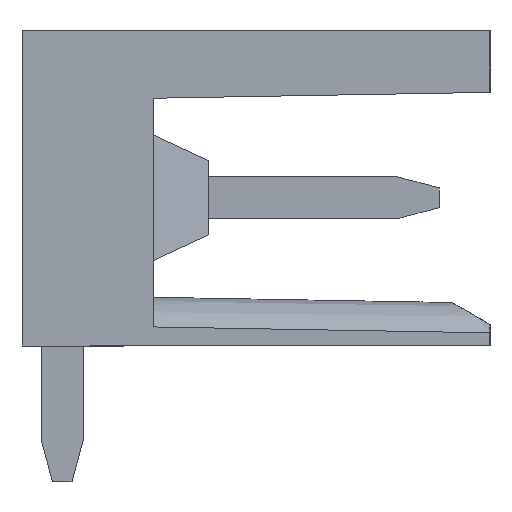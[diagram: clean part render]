
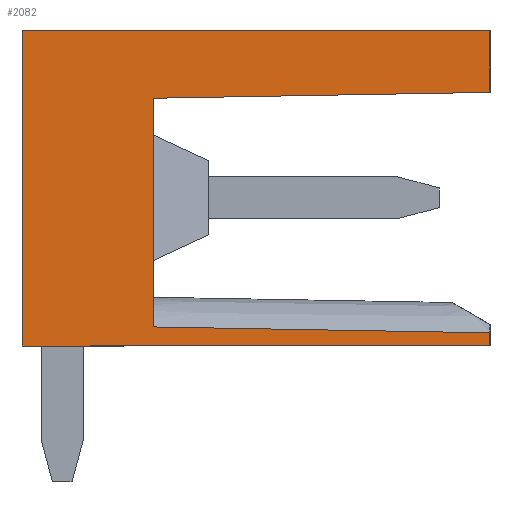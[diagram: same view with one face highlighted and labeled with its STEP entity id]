
A CAD part, left-side view. The second image highlights one B-rep face of the part: STEP entity #2082.
In plain terms, the highlighted planar face has unit normal (-1, 0, 0).
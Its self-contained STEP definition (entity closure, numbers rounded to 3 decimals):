
#2039=AXIS2_PLACEMENT_3D('Plane Axis2P3D',#2036,#2037,#2038) ;
#299=CARTESIAN_POINT('Vertex',(0.,11.05,10.65)) ;
#302=CARTESIAN_POINT('Line Origine',(0.,5.525,10.65)) ;
#306=CARTESIAN_POINT('Vertex',(0.,0.,10.65)) ;
#980=CARTESIAN_POINT('Vertex',(0.,7.95,9.05)) ;
#983=CARTESIAN_POINT('Line Origine',(0.,7.95,6.35)) ;
#987=CARTESIAN_POINT('Vertex',(0.,7.95,3.65)) ;
#1685=CARTESIAN_POINT('Vertex',(0.,11.05,3.2)) ;
#1688=CARTESIAN_POINT('Line Origine',(0.,11.05,6.925)) ;
#2036=CARTESIAN_POINT('Axis2P3D Location',(0.,0.,0.)) ;
#2041=CARTESIAN_POINT('Line Origine',(0.,0.,9.919)) ;
#2045=CARTESIAN_POINT('Vertex',(0.,0.,9.189)) ;
#2048=CARTESIAN_POINT('Line Origine',(0.,5.525,3.2)) ;
#2052=CARTESIAN_POINT('Vertex',(0.,0.,3.2)) ;
#2055=CARTESIAN_POINT('Line Origine',(0.,0.,3.356)) ;
#2059=CARTESIAN_POINT('Vertex',(0.,0.,3.511)) ;
#2062=CARTESIAN_POINT('Line Origine',(0.,3.975,3.581)) ;
#2067=CARTESIAN_POINT('Line Origine',(0.,3.975,9.119)) ;
#303=DIRECTION('Vector Direction',(0.,-1.,0.)) ;
#984=DIRECTION('Vector Direction',(0.,0.,1.)) ;
#1689=DIRECTION('Vector Direction',(0.,0.,1.)) ;
#2037=DIRECTION('Axis2P3D Direction',(-1.,0.,0.)) ;
#2038=DIRECTION('Axis2P3D XDirection',(0.,-1.,0.)) ;
#2042=DIRECTION('Vector Direction',(0.,0.,-1.)) ;
#2049=DIRECTION('Vector Direction',(0.,1.,0.)) ;
#2056=DIRECTION('Vector Direction',(0.,0.,-1.)) ;
#2063=DIRECTION('Vector Direction',(0.,1.,0.017)) ;
#2068=DIRECTION('Vector Direction',(0.,1.,-0.017)) ;
#304=VECTOR('Line Direction',#303,1.) ;
#985=VECTOR('Line Direction',#984,1.) ;
#1690=VECTOR('Line Direction',#1689,1.) ;
#2043=VECTOR('Line Direction',#2042,1.) ;
#2050=VECTOR('Line Direction',#2049,1.) ;
#2057=VECTOR('Line Direction',#2056,1.) ;
#2064=VECTOR('Line Direction',#2063,1.) ;
#2069=VECTOR('Line Direction',#2068,1.) ;
#2073=ORIENTED_EDGE('',*,*,#2047,.T.) ;
#2074=ORIENTED_EDGE('',*,*,#308,.T.) ;
#2075=ORIENTED_EDGE('',*,*,#1692,.T.) ;
#2076=ORIENTED_EDGE('',*,*,#2054,.T.) ;
#2077=ORIENTED_EDGE('',*,*,#2061,.T.) ;
#2078=ORIENTED_EDGE('',*,*,#2066,.F.) ;
#2079=ORIENTED_EDGE('',*,*,#989,.F.) ;
#2080=ORIENTED_EDGE('',*,*,#2071,.F.) ;
#2082=ADVANCED_FACE('HOUSING',(#2081),#2040,.T.) ;
#308=EDGE_CURVE('',#307,#300,#305,.F.) ;
#989=EDGE_CURVE('',#981,#988,#986,.F.) ;
#1692=EDGE_CURVE('',#300,#1686,#1691,.F.) ;
#2047=EDGE_CURVE('',#2046,#307,#2044,.F.) ;
#2054=EDGE_CURVE('',#1686,#2053,#2051,.F.) ;
#2061=EDGE_CURVE('',#2053,#2060,#2058,.F.) ;
#2066=EDGE_CURVE('',#988,#2060,#2065,.F.) ;
#2071=EDGE_CURVE('',#2046,#981,#2070,.T.) ;
#2072=EDGE_LOOP('',(#2073,#2074,#2075,#2076,#2077,#2078,#2079,#2080)) ;
#2081=FACE_OUTER_BOUND('',#2072,.T.) ;
#305=LINE('Line',#302,#304) ;
#986=LINE('Line',#983,#985) ;
#1691=LINE('Line',#1688,#1690) ;
#2044=LINE('Line',#2041,#2043) ;
#2051=LINE('Line',#2048,#2050) ;
#2058=LINE('Line',#2055,#2057) ;
#2065=LINE('Line',#2062,#2064) ;
#2070=LINE('Line',#2067,#2069) ;
#2040=PLANE('',#2039) ;
#300=VERTEX_POINT('',#299) ;
#307=VERTEX_POINT('',#306) ;
#981=VERTEX_POINT('',#980) ;
#988=VERTEX_POINT('',#987) ;
#1686=VERTEX_POINT('',#1685) ;
#2046=VERTEX_POINT('',#2045) ;
#2053=VERTEX_POINT('',#2052) ;
#2060=VERTEX_POINT('',#2059) ;
